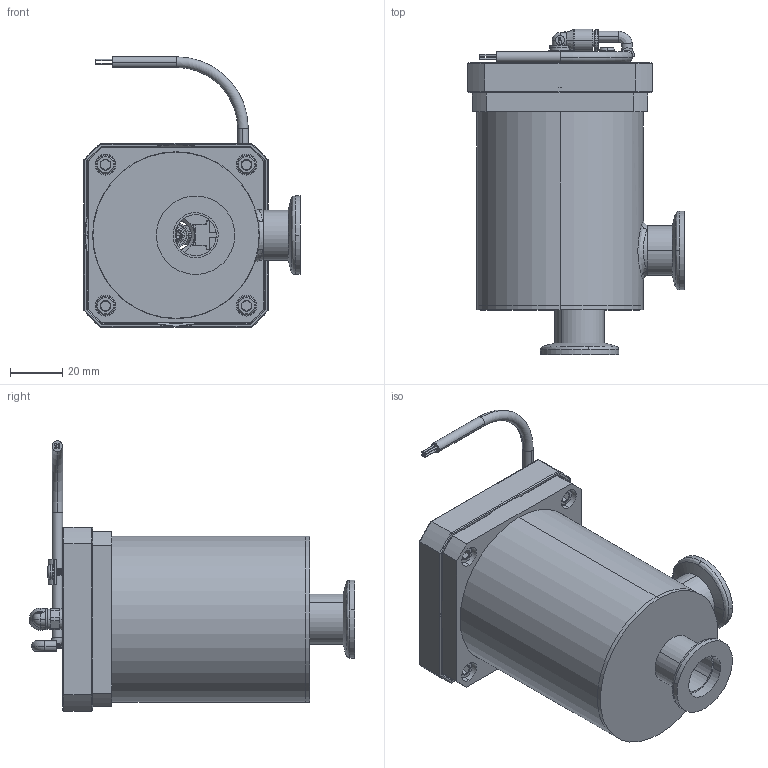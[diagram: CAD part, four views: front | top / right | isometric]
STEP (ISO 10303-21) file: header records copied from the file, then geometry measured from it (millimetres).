
FILE_DESCRIPTION (( 'STEP AP203' ), '1' );
FILE_NAME ('NAP-S02110.STEP', '2023-06-23T17:05:35', ( '' ), ( '' ), 'SwSTEP 2.0', 'SolidWorks 2020', '' );
FILE_SCHEMA (( 'CONFIG_CONTROL_DESIGN' ));
Length unit declared in the file: inch
Products named in the file (1): NAP-S02110
Bounding box: 82.52 x 124.45 x 103.32 mm (x, y, z)
Volume: 100732.1 mm3; surface area: 95843.3 mm2
Topology: 32 solids, 32 shells, 2227 faces, 6017 edges, 3918 vertices
Faces by surface type: plane 843, cylinder 658, cone 508, bspline 139, torus 76, sphere 3
Entity records: 86926 total; most frequent: CARTESIAN_POINT 33449, ORIENTED_EDGE 12030, DIRECTION 10409, EDGE_CURVE 6015, VERTEX_POINT 3918, AXIS2_PLACEMENT_3D 3851, VECTOR 2707, LINE 2707
